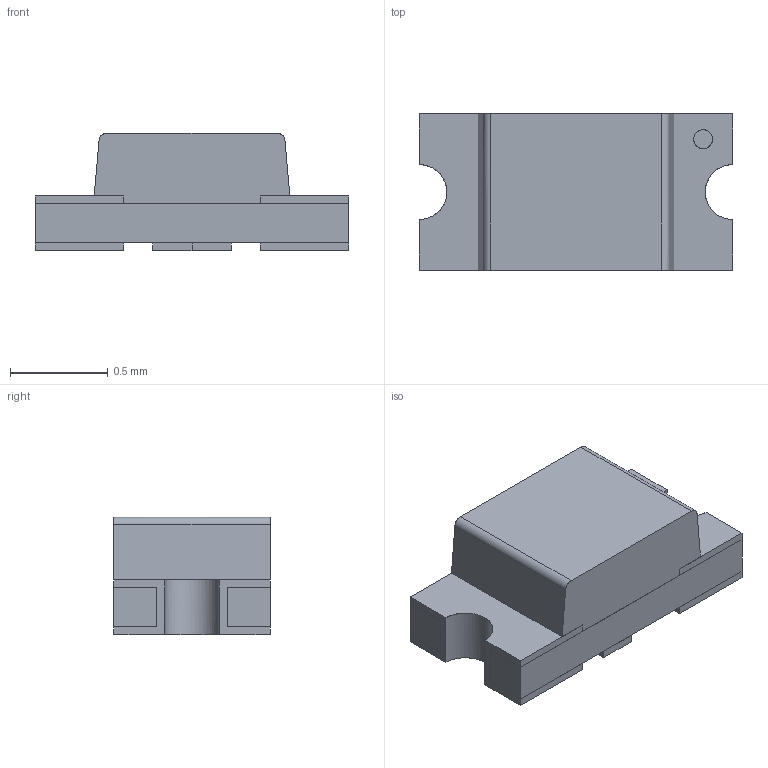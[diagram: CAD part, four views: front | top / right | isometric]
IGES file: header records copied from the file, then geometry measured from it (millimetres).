
Start section: C
Global section: file name: 154060xxx.igs; native system: By Siemens PLM Incorporated; preprocessor: XPlus GENERIC/IGES 18.0.17; author: Author; organization: Title; date: 20160615.110309; units: millimetre
Bounding box: 1.6 x 0.8 x 0.6 mm (x, y, z)
Surface area: 10.1 mm2 (no closed solid volume)
Topology: 0 solids, 0 shells, 64 faces, 328 edges, 328 vertices
Faces by surface type: bspline 64
